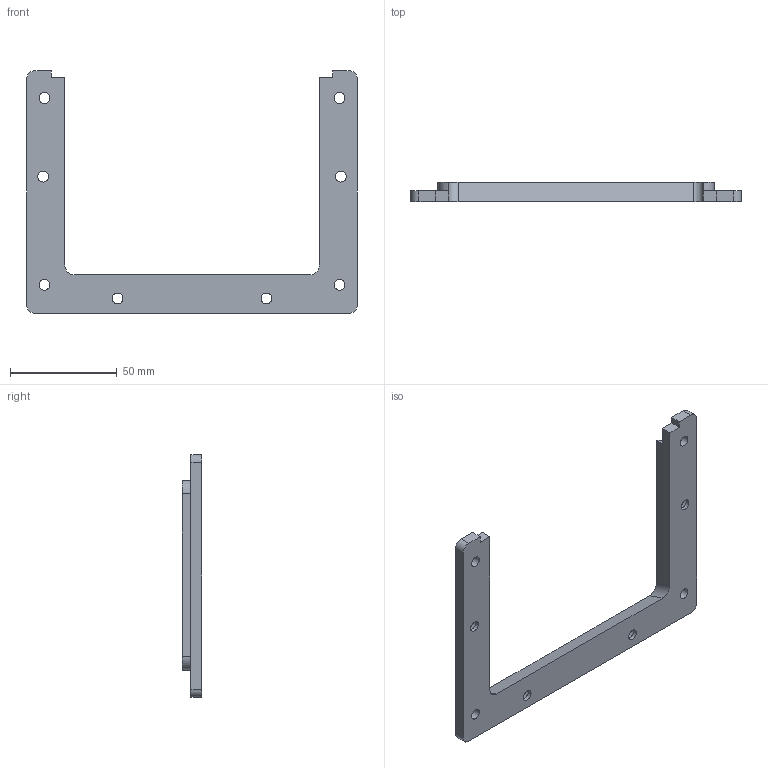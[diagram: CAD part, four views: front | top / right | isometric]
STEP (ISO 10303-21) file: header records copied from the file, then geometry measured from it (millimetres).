
FILE_DESCRIPTION(/* description */ (''),/* implementation_level */ '2;1');
FILE_NAME(/* name */ '12_Support_Frame.stp',/* time_stamp */ '2022-04-27T09:12:40-04:00',/* author */ (''),/* organization */ (''),/* preprocessor_version */ 'ST-DEVELOPER v18.102',/* originating_system */ 'SIEMENS PLM Software NX 2023',/* authorisation */ '');
FILE_SCHEMA (('AP203_CONFIGURATION_CONTROLLED_3D_DESIGN_OF_MECHANICAL_PARTS_AND_ASSEMBLIES_MIM_LF { 1 0 10303 403 2 1 2}'));
Length unit declared in the file: inch
Products named in the file (1): BOX_design_for_file_export_objects
Bounding box: 154.94 x 9.07 x 113.67 mm (x, y, z)
Volume: 33869.5 mm3; surface area: 18484.6 mm2
Topology: 1 solids, 1 shells, 44 faces, 122 edges, 84 vertices
Faces by surface type: plane 22, cylinder 22
Full cylindrical faces by diameter (mm): 5.08 x8, 9.525 x4
Entity records: 1422 total; most frequent: DIRECTION 236, CARTESIAN_POINT 223, ORIENTED_EDGE 204, EDGE_CURVE 102, AXIS2_PLACEMENT_3D 89, EDGE_LOOP 76, VERTEX_POINT 76, LINE 58
